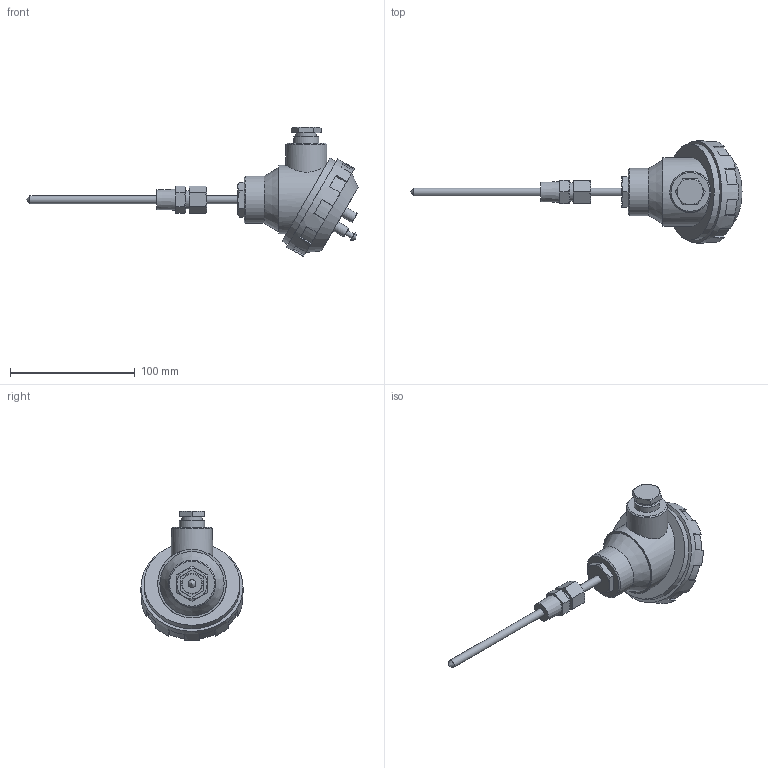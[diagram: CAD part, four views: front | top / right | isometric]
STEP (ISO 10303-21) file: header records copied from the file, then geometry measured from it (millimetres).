
FILE_DESCRIPTION((''),'2;1');
FILE_NAME('tr100-000-screw-00.stp','2012-05-30T14:32:46',('nakaot'),(''),'Autodesk Inventor 2012','Autodesk Inventor 2012','');
FILE_SCHEMA(('AUTOMOTIVE_DESIGN { 1 0 10303 214 1 1 1 1 }'));
Length unit declared in the file: millimetre
Products named in the file (1): tr100-000-screw-00
Bounding box: 266.4 x 82 x 104.31 mm (x, y, z)
Volume: 267845.2 mm3; surface area: 33335.2 mm2
Topology: 1 solids, 1 shells, 122 faces, 298 edges, 194 vertices
Faces by surface type: plane 73, cone 25, cylinder 23, bspline 1
Full cylindrical faces by diameter (mm): 4 x1, 6.4 x2, 8.2 x2, 14.5 x1, 16.4 x1, 20.3 x1, 33 x1, 38 x1, 55 x1, 77 x1, 82 x1
Entity records: 3481 total; most frequent: CARTESIAN_POINT 760, DIRECTION 562, ORIENTED_EDGE 538, EDGE_CURVE 269, AXIS2_PLACEMENT_3D 214, VERTEX_POINT 186, EDGE_LOOP 159, VECTOR 134
